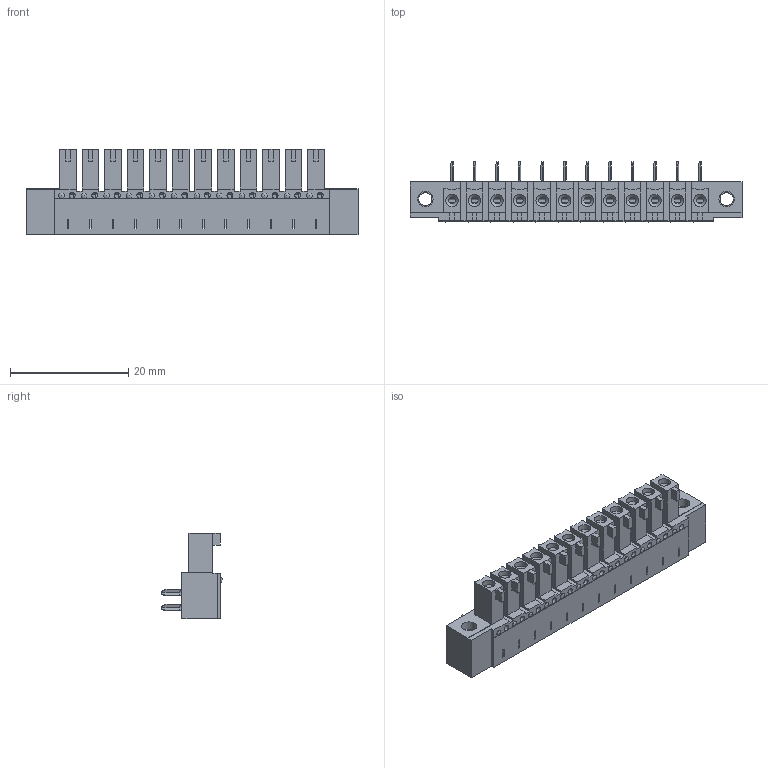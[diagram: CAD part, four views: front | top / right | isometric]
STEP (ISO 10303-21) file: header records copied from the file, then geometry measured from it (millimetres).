
FILE_DESCRIPTION( ( 'Unknown' ), '1' );
FILE_NAME( '691310340012.stp', 'Unknown', ( 'Unknown' ), ( 'Unknown' ), 'PSStep 18.0.17', 'Unknown', ' ' );
FILE_SCHEMA( ( 'AUTOMOTIVE_DESIGN { 1 0 10303 214 1 1 1 1 }' ) );
Length unit declared in the file: millimetre
Products named in the file (4): Assem1; 6913093400xx_Pin; 6913103400xx_Thread; 691308330012
Assembly tree (15 placements, depth 2):
  Assem1
    6913093400xx_Pin  x12
    6913103400xx_Thread  x2
    691308330012
Bounding box: 56.11 x 10.2 x 14.5 mm (x, y, z)
Volume: 2277.2 mm3; surface area: 7246.9 mm2
Topology: 15 solids, 15 shells, 2164 faces, 5988 edges, 3844 vertices
Faces by surface type: plane 1674, cylinder 366, bspline 96, revolution 12, cone 12, torus 4
Full cylindrical faces by diameter (mm): 1 x12, 1.2 x12, 2.1 x12, 2.2 x2, 2.6 x2
Entity records: 41287 total; most frequent: CARTESIAN_POINT 6331, ORIENTED_EDGE 5706, DIRECTION 5125, EDGE_CURVE 2853, LINE 2561, VECTOR 2561, VERTEX_POINT 1906, AXIS2_PLACEMENT_3D 1276
